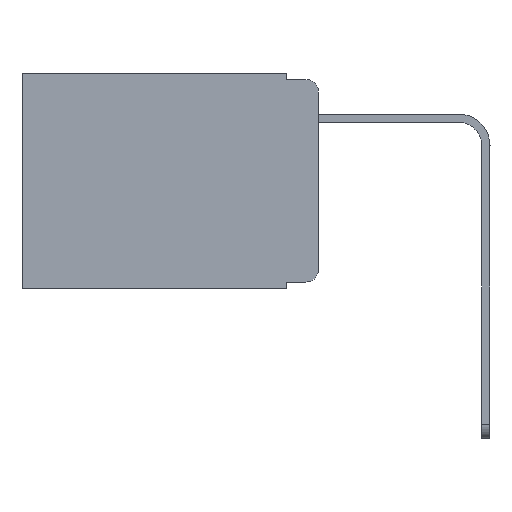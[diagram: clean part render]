
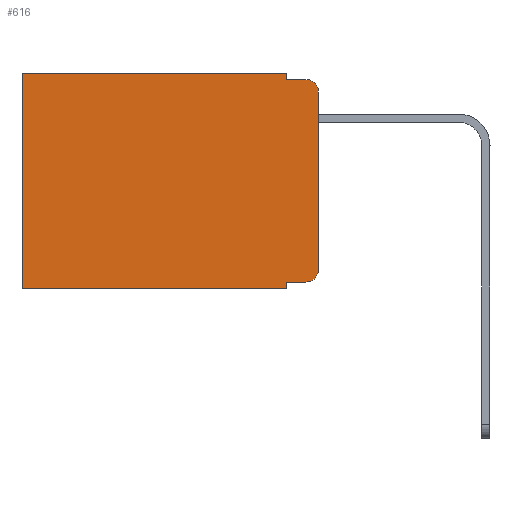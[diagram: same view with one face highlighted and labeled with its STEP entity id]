
A CAD part, left-side view. The second image highlights one B-rep face of the part: STEP entity #616.
In plain terms, the highlighted planar face has unit normal (-1, 0, 0).
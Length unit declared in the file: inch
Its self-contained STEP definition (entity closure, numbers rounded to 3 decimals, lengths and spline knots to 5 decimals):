
#616 = ADVANCED_FACE ( 'NONE', ( #14555 ), #919, .F. ) ;
#919 = PLANE ( 'NONE',  #1210 ) ;
#952 = ORIENTED_EDGE ( 'NONE', *, *, #2936, .T. ) ;
#1049 = EDGE_LOOP ( 'NONE', ( #5805, #952, #7321, #14885, #12707, #23814, #16272, #18944, #22275, #9749 ) ) ;
#1210 = AXIS2_PLACEMENT_3D ( 'NONE', #19590, #21622, #20133 ) ;
#1379 = VERTEX_POINT ( 'NONE', #13556 ) ;
#1556 = DIRECTION ( 'NONE',  ( 0., 1., 0. ) ) ;
#1560 = DIRECTION ( 'NONE',  ( 0., 0., -1. ) ) ;
#1641 = VECTOR ( 'NONE', #2916, 39.37008 ) ;
#2560 = VERTEX_POINT ( 'NONE', #22074 ) ;
#2709 = EDGE_CURVE ( 'NONE', #19225, #10531, #14586, .T. ) ;
#2916 = DIRECTION ( 'NONE',  ( 0., -1., 0. ) ) ;
#2936 = EDGE_CURVE ( 'NONE', #13840, #16204, #14005, .T. ) ;
#2996 = EDGE_CURVE ( 'NONE', #18145, #18829, #13709, .T. ) ;
#3158 = CARTESIAN_POINT ( 'NONE',  ( 0.298, 0.02, -0.313 ) ) ;
#3222 = VECTOR ( 'NONE', #4557, 39.37008 ) ;
#3542 = CARTESIAN_POINT ( 'NONE',  ( 0.298, 0.051, -0.333 ) ) ;
#4485 = CARTESIAN_POINT ( 'NONE',  ( 0.298, 0.473, 0. ) ) ;
#4557 = DIRECTION ( 'NONE',  ( 0., 0., -1. ) ) ;
#4860 = CARTESIAN_POINT ( 'NONE',  ( 0.298, 0.051, -0.01 ) ) ;
#5283 = CARTESIAN_POINT ( 'NONE',  ( 0.298, 0.051, 0. ) ) ;
#5698 = VERTEX_POINT ( 'NONE', #7874 ) ;
#5805 = ORIENTED_EDGE ( 'NONE', *, *, #7943, .F. ) ;
#5809 = CARTESIAN_POINT ( 'NONE',  ( 0.298, 0.02, -0.03 ) ) ;
#6029 = EDGE_CURVE ( 'NONE', #16051, #18145, #6243, .T. ) ;
#6243 = LINE ( 'NONE', #8948, #14714 ) ;
#6921 = DIRECTION ( 'NONE',  ( -1., 0., 0. ) ) ;
#6992 = CARTESIAN_POINT ( 'NONE',  ( 0.298, 0., 0. ) ) ;
#7321 = ORIENTED_EDGE ( 'NONE', *, *, #17589, .F. ) ;
#7347 = DIRECTION ( 'NONE',  ( 0., 0., -1. ) ) ;
#7874 = CARTESIAN_POINT ( 'NONE',  ( 0.298, 0.02, -0.333 ) ) ;
#7943 = EDGE_CURVE ( 'NONE', #13840, #2560, #13315, .T. ) ;
#8804 = DIRECTION ( 'NONE',  ( 0., 0., -1. ) ) ;
#8948 = CARTESIAN_POINT ( 'NONE',  ( 0.298, 0., 0. ) ) ;
#9749 = ORIENTED_EDGE ( 'NONE', *, *, #15816, .T. ) ;
#9963 = CARTESIAN_POINT ( 'NONE',  ( 0.298, 0.02, -0.01 ) ) ;
#10093 = LINE ( 'NONE', #4860, #1641 ) ;
#10439 = VECTOR ( 'NONE', #1560, 39.37008 ) ;
#10531 = VERTEX_POINT ( 'NONE', #15726 ) ;
#12128 = CARTESIAN_POINT ( 'NONE',  ( 0.298, 0.051, 0. ) ) ;
#12308 = EDGE_CURVE ( 'NONE', #16051, #1379, #22684, .T. ) ;
#12707 = ORIENTED_EDGE ( 'NONE', *, *, #6029, .T. ) ;
#12954 = CARTESIAN_POINT ( 'NONE',  ( 0.298, 0.051, -0.333 ) ) ;
#13315 = LINE ( 'NONE', #6992, #10439 ) ;
#13556 = CARTESIAN_POINT ( 'NONE',  ( 0.298, 0.051, -0.01 ) ) ;
#13579 = EDGE_CURVE ( 'NONE', #10531, #18829, #22445, .T. ) ;
#13709 = LINE ( 'NONE', #24025, #23022 ) ;
#13840 = VERTEX_POINT ( 'NONE', #16998 ) ;
#13930 = CARTESIAN_POINT ( 'NONE',  ( 0.298, 0., -0.343 ) ) ;
#14005 = CIRCLE ( 'NONE', #19160, 0.02 ) ;
#14555 = FACE_OUTER_BOUND ( 'NONE', #1049, .T. ) ;
#14586 = LINE ( 'NONE', #5283, #15767 ) ;
#14612 = VECTOR ( 'NONE', #16067, 39.37008 ) ;
#14714 = VECTOR ( 'NONE', #1556, 39.37008 ) ;
#14731 = DIRECTION ( 'NONE',  ( 0., 0., -1. ) ) ;
#14841 = CARTESIAN_POINT ( 'NONE',  ( 0.298, 0.051, 0. ) ) ;
#14885 = ORIENTED_EDGE ( 'NONE', *, *, #12308, .F. ) ;
#14964 = EDGE_CURVE ( 'NONE', #19225, #5698, #16580, .T. ) ;
#15337 = AXIS2_PLACEMENT_3D ( 'NONE', #3158, #21436, #23328 ) ;
#15695 = CARTESIAN_POINT ( 'NONE',  ( 0.298, 0.473, -0.343 ) ) ;
#15726 = CARTESIAN_POINT ( 'NONE',  ( 0.298, 0.051, -0.343 ) ) ;
#15767 = VECTOR ( 'NONE', #14731, 39.37008 ) ;
#15816 = EDGE_CURVE ( 'NONE', #5698, #2560, #21212, .T. ) ;
#16051 = VERTEX_POINT ( 'NONE', #14841 ) ;
#16067 = DIRECTION ( 'NONE',  ( 0., 1., 0. ) ) ;
#16204 = VERTEX_POINT ( 'NONE', #9963 ) ;
#16272 = ORIENTED_EDGE ( 'NONE', *, *, #13579, .F. ) ;
#16580 = LINE ( 'NONE', #12954, #18887 ) ;
#16708 = DIRECTION ( 'NONE',  ( 0., -1., 0. ) ) ;
#16998 = CARTESIAN_POINT ( 'NONE',  ( 0.298, 0., -0.03 ) ) ;
#17589 = EDGE_CURVE ( 'NONE', #1379, #16204, #10093, .T. ) ;
#18145 = VERTEX_POINT ( 'NONE', #4485 ) ;
#18829 = VERTEX_POINT ( 'NONE', #15695 ) ;
#18887 = VECTOR ( 'NONE', #16708, 39.37008 ) ;
#18944 = ORIENTED_EDGE ( 'NONE', *, *, #2709, .F. ) ;
#19160 = AXIS2_PLACEMENT_3D ( 'NONE', #5809, #6921, #8804 ) ;
#19225 = VERTEX_POINT ( 'NONE', #3542 ) ;
#19590 = CARTESIAN_POINT ( 'NONE',  ( 0.298, 0., 0. ) ) ;
#20133 = DIRECTION ( 'NONE',  ( 0., 0., -1. ) ) ;
#21212 = CIRCLE ( 'NONE', #15337, 0.02 ) ;
#21436 = DIRECTION ( 'NONE',  ( -1., 0., 0. ) ) ;
#21622 = DIRECTION ( 'NONE',  ( 1., 0., 0. ) ) ;
#22074 = CARTESIAN_POINT ( 'NONE',  ( 0.298, 0., -0.313 ) ) ;
#22275 = ORIENTED_EDGE ( 'NONE', *, *, #14964, .T. ) ;
#22445 = LINE ( 'NONE', #13930, #14612 ) ;
#22684 = LINE ( 'NONE', #12128, #3222 ) ;
#23022 = VECTOR ( 'NONE', #7347, 39.37008 ) ;
#23328 = DIRECTION ( 'NONE',  ( 0., 0., -1. ) ) ;
#23814 = ORIENTED_EDGE ( 'NONE', *, *, #2996, .T. ) ;
#24025 = CARTESIAN_POINT ( 'NONE',  ( 0.298, 0.473, 0. ) ) ;
